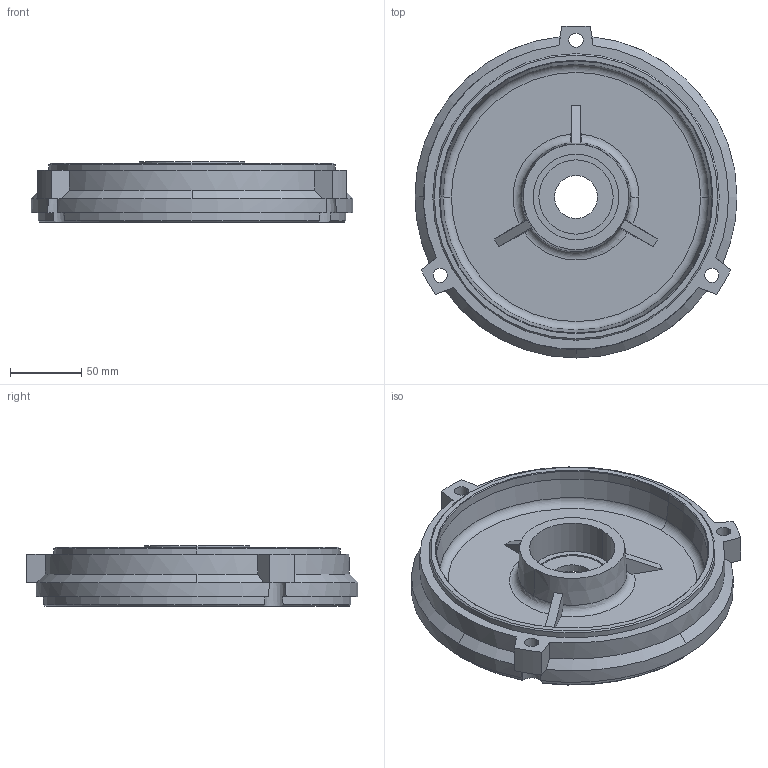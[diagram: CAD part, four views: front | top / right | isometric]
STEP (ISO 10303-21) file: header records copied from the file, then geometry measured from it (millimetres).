
FILE_DESCRIPTION (( 'STEP AP214' ), '1' );
FILE_NAME ('MTAP2-CFACE-180TC.STEP', '2018-12-10T23:49:05', ( '' ), ( '' ), 'SwSTEP 2.0', 'SolidWorks 2017', '' );
FILE_SCHEMA (( 'AUTOMOTIVE_DESIGN' ));
Length unit declared in the file: inch
Products named in the file (1): MTAP2-CFACE-180TC
Bounding box: 225.9 x 232.9 x 42.2 mm (x, y, z)
Volume: 654641.5 mm3; surface area: 138204.2 mm2
Topology: 1 solids, 1 shells, 114 faces, 281 edges, 180 vertices
Faces by surface type: cylinder 45, plane 34, cone 27, torus 6, bspline 2
Entity records: 5117 total; most frequent: CARTESIAN_POINT 823, DIRECTION 620, ORIENTED_EDGE 562, EDGE_CURVE 281, AXIS2_PLACEMENT_3D 265, VERTEX_POINT 180, CIRCLE 152, EDGE_LOOP 133
